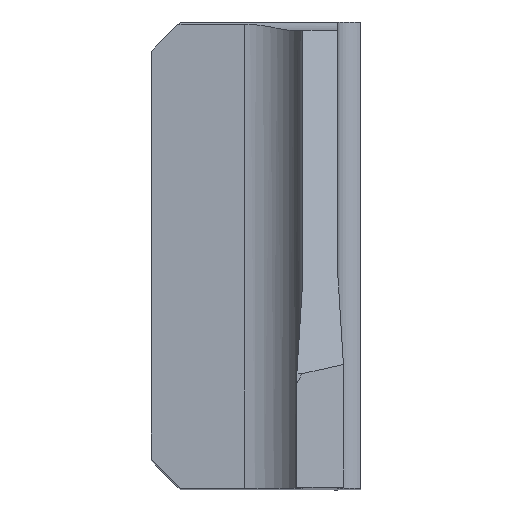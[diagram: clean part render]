
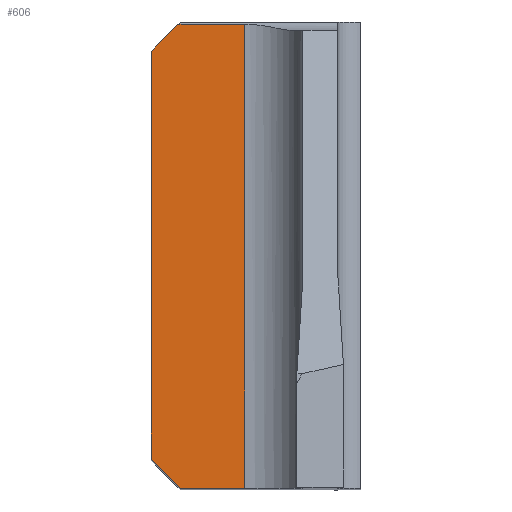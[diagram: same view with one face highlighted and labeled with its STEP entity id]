
A CAD part, top view. The second image highlights one B-rep face of the part: STEP entity #606.
In plain terms, the highlighted planar face has unit normal (0, 0, 1).
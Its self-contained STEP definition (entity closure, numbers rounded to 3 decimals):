
#4 = ORIENTED_EDGE ( 'NONE', *, *, #585, .F. ) ;
#50 = EDGE_CURVE ( 'NONE', #843, #400, #1002, .T. ) ;
#55 = CARTESIAN_POINT ( 'NONE',  ( 0.5, 4., 8.9 ) ) ;
#85 = DIRECTION ( 'NONE',  ( 1., 0., 0. ) ) ;
#95 = CARTESIAN_POINT ( 'NONE',  ( 3.6, 3.961, 8.9 ) ) ;
#106 = VERTEX_POINT ( 'NONE', #905 ) ;
#124 = VECTOR ( 'NONE', #960, 1000. ) ;
#155 = VECTOR ( 'NONE', #1055, 1000. ) ;
#174 = AXIS2_PLACEMENT_3D ( 'NONE', #1153, #1151, #703 ) ;
#191 = VERTEX_POINT ( 'NONE', #392 ) ;
#210 = CARTESIAN_POINT ( 'NONE',  ( 0.5, -4., 8.9 ) ) ;
#212 = VERTEX_POINT ( 'NONE', #1078 ) ;
#220 = FACE_OUTER_BOUND ( 'NONE', #583, .T. ) ;
#230 = VECTOR ( 'NONE', #950, 1000. ) ;
#308 = VERTEX_POINT ( 'NONE', #894 ) ;
#342 = DIRECTION ( 'NONE',  ( 0., -1., 0. ) ) ;
#344 = LINE ( 'NONE', #884, #897 ) ;
#392 = CARTESIAN_POINT ( 'NONE',  ( 0., 3.5, 8.9 ) ) ;
#400 = VERTEX_POINT ( 'NONE', #833 ) ;
#411 = EDGE_CURVE ( 'NONE', #191, #308, #1209, .T. ) ;
#450 = LINE ( 'NONE', #95, #1190 ) ;
#479 = LINE ( 'NONE', #670, #230 ) ;
#569 = EDGE_CURVE ( 'NONE', #400, #191, #1167, .T. ) ;
#572 = ORIENTED_EDGE ( 'NONE', *, *, #970, .F. ) ;
#583 = EDGE_LOOP ( 'NONE', ( #572, #823, #855, #753, #4, #1065 ) ) ;
#585 = EDGE_CURVE ( 'NONE', #212, #843, #479, .T. ) ;
#606 = ADVANCED_FACE ( 'NONE', ( #220 ), #1095, .T. ) ;
#654 = DIRECTION ( 'NONE',  ( 0., 1., 0. ) ) ;
#670 = CARTESIAN_POINT ( 'NONE',  ( 3.6, -4., 8.9 ) ) ;
#703 = DIRECTION ( 'NONE',  ( 1., 0., 0. ) ) ;
#741 = EDGE_CURVE ( 'NONE', #106, #212, #344, .T. ) ;
#753 = ORIENTED_EDGE ( 'NONE', *, *, #50, .F. ) ;
#789 = CARTESIAN_POINT ( 'NONE',  ( 0.5, -4., 8.9 ) ) ;
#823 = ORIENTED_EDGE ( 'NONE', *, *, #411, .F. ) ;
#833 = CARTESIAN_POINT ( 'NONE',  ( 0., -3.5, 8.9 ) ) ;
#843 = VERTEX_POINT ( 'NONE', #210 ) ;
#855 = ORIENTED_EDGE ( 'NONE', *, *, #569, .F. ) ;
#884 = CARTESIAN_POINT ( 'NONE',  ( 1.605, -4., 8.9 ) ) ;
#894 = CARTESIAN_POINT ( 'NONE',  ( 0.461, 3.961, 8.9 ) ) ;
#897 = VECTOR ( 'NONE', #342, 1000. ) ;
#905 = CARTESIAN_POINT ( 'NONE',  ( 1.605, 3.961, 8.9 ) ) ;
#942 = CARTESIAN_POINT ( 'NONE',  ( 0., -57.412, 8.9 ) ) ;
#950 = DIRECTION ( 'NONE',  ( -1., 0., 0. ) ) ;
#960 = DIRECTION ( 'NONE',  ( 0.707, 0.707, 0. ) ) ;
#970 = EDGE_CURVE ( 'NONE', #308, #106, #450, .T. ) ;
#1002 = LINE ( 'NONE', #789, #155 ) ;
#1027 = VECTOR ( 'NONE', #654, 1000. ) ;
#1055 = DIRECTION ( 'NONE',  ( -0.707, 0.707, 0. ) ) ;
#1065 = ORIENTED_EDGE ( 'NONE', *, *, #741, .F. ) ;
#1078 = CARTESIAN_POINT ( 'NONE',  ( 1.605, -4., 8.9 ) ) ;
#1095 = PLANE ( 'NONE',  #174 ) ;
#1151 = DIRECTION ( 'NONE',  ( 0., 0., 1. ) ) ;
#1153 = CARTESIAN_POINT ( 'NONE',  ( 2.605, -57.412, 8.9 ) ) ;
#1167 = LINE ( 'NONE', #942, #1027 ) ;
#1190 = VECTOR ( 'NONE', #85, 1000. ) ;
#1209 = LINE ( 'NONE', #55, #124 ) ;
